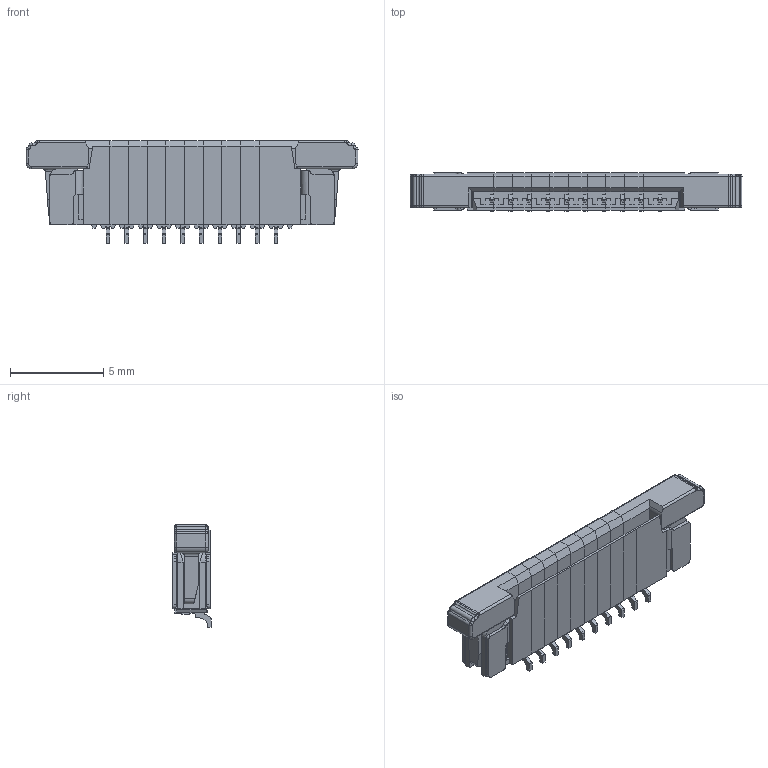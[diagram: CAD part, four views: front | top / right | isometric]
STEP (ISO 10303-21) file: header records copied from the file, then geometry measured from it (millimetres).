
FILE_DESCRIPTION (( 'STEP AP214' ), '1' );
FILE_NAME ('reoriented-F52R-1A7H1-11010.STEP', '2023-09-01T11:41:06', ( '' ), ( '' ), 'SwSTEP 2.0', 'SolidWorks 2021', '' );
FILE_SCHEMA (( 'AUTOMOTIVE_DESIGN' ));
Length unit declared in the file: millimetre
Products named in the file (5): F52R_R.STEP; F52R_L.STEP; reoriented-F52R-1A7H1-11010; F52R-1A7H1-11010.STEP; F52R_M.STEP
Assembly tree (11 placements, depth 3):
  reoriented-F52R-1A7H1-11010
    F52R-1A7H1-11010.STEP
      F52R_L.STEP
      F52R_M.STEP  x8
      F52R_R.STEP
Bounding box: 17.8 x 2.05 x 5.5 mm (x, y, z)
Volume: 111 mm3; surface area: 645.5 mm2
Topology: 10 solids, 10 shells, 1823 faces, 5245 edges, 3440 vertices
Faces by surface type: plane 1349, cylinder 442, bspline 16, torus 16
Entity records: 26403 total; most frequent: CARTESIAN_POINT 5650, ORIENTED_EDGE 4488, DIRECTION 4079, EDGE_CURVE 2244, VECTOR 1687, LINE 1687, VERTEX_POINT 1459, AXIS2_PLACEMENT_3D 1196
